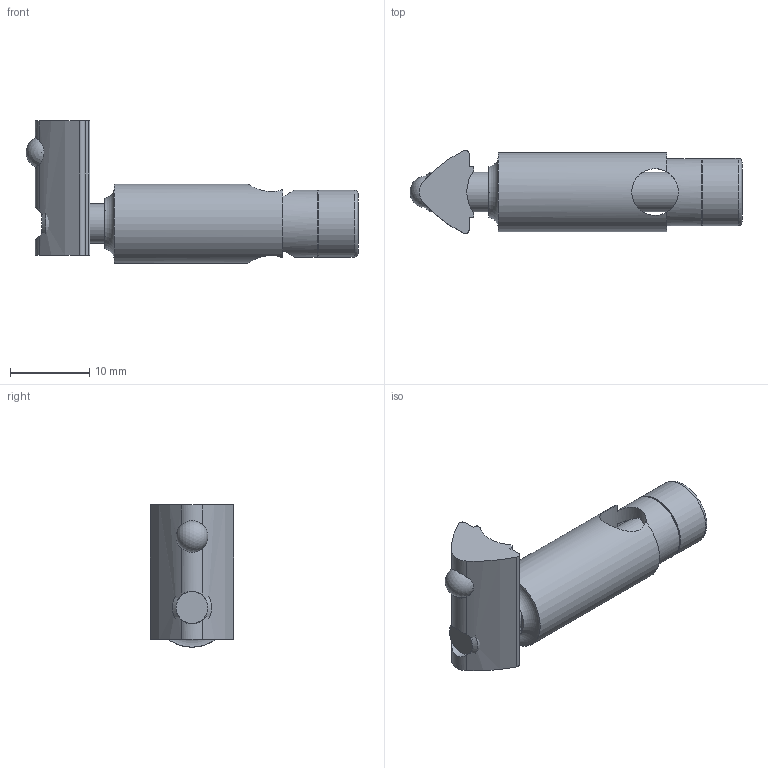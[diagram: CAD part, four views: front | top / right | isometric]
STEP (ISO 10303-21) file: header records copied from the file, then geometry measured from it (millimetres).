
FILE_DESCRIPTION(/* description */ (''),/* implementation_level */ '2;1');
FILE_NAME(/* name */ '262652021_Automatikverbinder_Nut6_inkl_Nutenstein_Edelstahl.stp',/* time_stamp */ '2023-01-04T08:21:56+01:00',/* author */ ('Praktikant'),/* organization */ (''),/* preprocessor_version */ 'ST-DEVELOPER v17.2',/* originating_system */ 'Autodesk Inventor 2019',/* authorisation */ '');
FILE_SCHEMA (('AUTOMOTIVE_DESIGN { 1 0 10303 214 3 1 1 }'));
Length unit declared in the file: millimetre
Products named in the file (1): 262652021_Automatikverbinder_Nut6_inkl_Nutenstein_Edelstahl_Shrinkwra
p_1
Bounding box: 41.99 x 10.5 x 18 mm (x, y, z)
Volume: 2899.3 mm3; surface area: 2783.4 mm2
Topology: 3 solids, 3 shells, 96 faces, 264 edges, 168 vertices
Faces by surface type: plane 66, cylinder 23, torus 3, cone 3, sphere 1
Full cylindrical faces by diameter (mm): 4.134 x1, 5 x2, 5.9 x1, 8.5 x2, 10 x1
Entity records: 3409 total; most frequent: CARTESIAN_POINT 827, ORIENTED_EDGE 522, DIRECTION 499, EDGE_CURVE 261, AXIS2_PLACEMENT_3D 178, VERTEX_POINT 168, LINE 143, VECTOR 143
